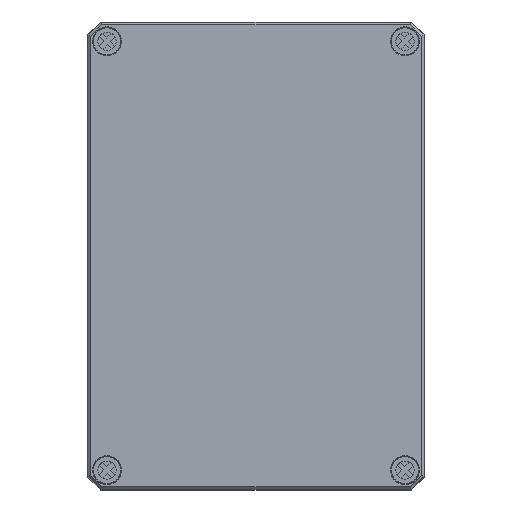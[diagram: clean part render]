
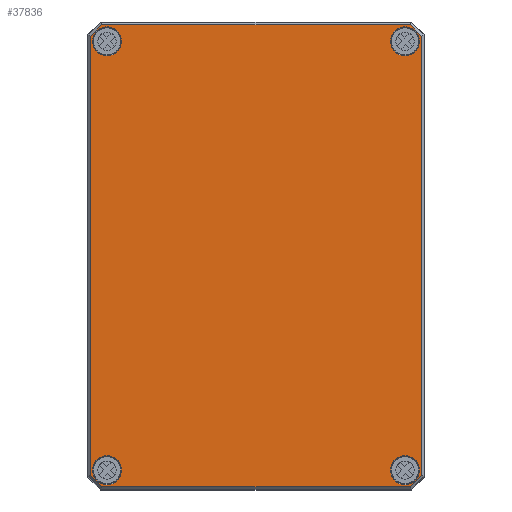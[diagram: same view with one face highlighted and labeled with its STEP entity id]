
A CAD part, top view. The second image highlights one B-rep face of the part: STEP entity #37836.
In plain terms, the highlighted planar face has unit normal (0, 0, 1).
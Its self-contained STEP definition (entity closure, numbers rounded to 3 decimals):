
#339=FACE_BOUND('',#12265,.T.);
#340=FACE_BOUND('',#12266,.T.);
#341=FACE_BOUND('',#12267,.T.);
#342=FACE_BOUND('',#12268,.T.);
#1108=PLANE('',#40915);
#3845=LINE('',#71181,#6731);
#3846=LINE('',#71183,#6732);
#3847=LINE('',#71185,#6733);
#3848=LINE('',#71187,#6734);
#3849=LINE('',#71189,#6735);
#3850=LINE('',#71191,#6736);
#3851=LINE('',#71193,#6737);
#3852=LINE('',#71194,#6738);
#6731=VECTOR('',#49289,10.);
#6732=VECTOR('',#49290,10.);
#6733=VECTOR('',#49291,10.);
#6734=VECTOR('',#49292,10.);
#6735=VECTOR('',#49293,10.);
#6736=VECTOR('',#49294,10.);
#6737=VECTOR('',#49295,10.);
#6738=VECTOR('',#49296,10.);
#9766=FACE_OUTER_BOUND('',#12264,.T.);
#12264=EDGE_LOOP('',(#33373,#33374,#33375,#33376,#33377,#33378,#33379,#33380));
#12265=EDGE_LOOP('',(#33381));
#12266=EDGE_LOOP('',(#33382));
#12267=EDGE_LOOP('',(#33383));
#12268=EDGE_LOOP('',(#33384));
#14856=CIRCLE('',#40913,5.599);
#14858=CIRCLE('',#40916,5.599);
#14859=CIRCLE('',#40917,5.599);
#14860=CIRCLE('',#40918,5.599);
#18207=VERTEX_POINT('',#71175);
#18208=VERTEX_POINT('',#71179);
#18209=VERTEX_POINT('',#71180);
#18210=VERTEX_POINT('',#71182);
#18211=VERTEX_POINT('',#71184);
#18212=VERTEX_POINT('',#71186);
#18213=VERTEX_POINT('',#71188);
#18214=VERTEX_POINT('',#71190);
#18215=VERTEX_POINT('',#71192);
#18216=VERTEX_POINT('',#71195);
#18217=VERTEX_POINT('',#71197);
#18218=VERTEX_POINT('',#71199);
#23332=EDGE_CURVE('',#18207,#18207,#14856,.T.);
#23334=EDGE_CURVE('',#18208,#18209,#3845,.T.);
#23335=EDGE_CURVE('',#18210,#18208,#3846,.T.);
#23336=EDGE_CURVE('',#18211,#18210,#3847,.T.);
#23337=EDGE_CURVE('',#18212,#18211,#3848,.T.);
#23338=EDGE_CURVE('',#18213,#18212,#3849,.T.);
#23339=EDGE_CURVE('',#18214,#18213,#3850,.T.);
#23340=EDGE_CURVE('',#18215,#18214,#3851,.T.);
#23341=EDGE_CURVE('',#18209,#18215,#3852,.T.);
#23342=EDGE_CURVE('',#18216,#18216,#14858,.T.);
#23343=EDGE_CURVE('',#18217,#18217,#14859,.T.);
#23344=EDGE_CURVE('',#18218,#18218,#14860,.T.);
#33373=ORIENTED_EDGE('',*,*,#23334,.F.);
#33374=ORIENTED_EDGE('',*,*,#23335,.F.);
#33375=ORIENTED_EDGE('',*,*,#23336,.F.);
#33376=ORIENTED_EDGE('',*,*,#23337,.F.);
#33377=ORIENTED_EDGE('',*,*,#23338,.F.);
#33378=ORIENTED_EDGE('',*,*,#23339,.F.);
#33379=ORIENTED_EDGE('',*,*,#23340,.F.);
#33380=ORIENTED_EDGE('',*,*,#23341,.F.);
#33381=ORIENTED_EDGE('',*,*,#23342,.F.);
#33382=ORIENTED_EDGE('',*,*,#23343,.F.);
#33383=ORIENTED_EDGE('',*,*,#23344,.F.);
#33384=ORIENTED_EDGE('',*,*,#23332,.F.);
#37836=ADVANCED_FACE('',(#9766,#339,#340,#341,#342),#1108,.T.);
#40913=AXIS2_PLACEMENT_3D('',#71176,#49283,#49284);
#40915=AXIS2_PLACEMENT_3D('',#71178,#49287,#49288);
#40916=AXIS2_PLACEMENT_3D('',#71196,#49297,#49298);
#40917=AXIS2_PLACEMENT_3D('',#71198,#49299,#49300);
#40918=AXIS2_PLACEMENT_3D('',#71200,#49301,#49302);
#49283=DIRECTION('center_axis',(0.,0.,1.));
#49284=DIRECTION('ref_axis',(-1.,0.,0.));
#49287=DIRECTION('center_axis',(0.,0.,1.));
#49288=DIRECTION('ref_axis',(1.,0.,0.));
#49289=DIRECTION('',(0.707,-0.707,0.));
#49290=DIRECTION('',(1.,0.,0.));
#49291=DIRECTION('',(0.707,0.707,0.));
#49292=DIRECTION('',(0.,1.,0.));
#49293=DIRECTION('',(-0.707,0.707,0.));
#49294=DIRECTION('',(-1.,0.,0.));
#49295=DIRECTION('',(-0.707,-0.707,0.));
#49296=DIRECTION('',(0.,-1.,0.));
#49297=DIRECTION('center_axis',(0.,0.,1.));
#49298=DIRECTION('ref_axis',(-1.,0.,0.));
#49299=DIRECTION('center_axis',(0.,0.,1.));
#49300=DIRECTION('ref_axis',(-1.,0.,0.));
#49301=DIRECTION('center_axis',(0.,0.,1.));
#49302=DIRECTION('ref_axis',(-1.,0.,0.));
#71175=CARTESIAN_POINT('',(63.099,-82.75,18.));
#71176=CARTESIAN_POINT('Origin',(57.5,-82.75,18.));
#71178=CARTESIAN_POINT('Origin',(0.,0.,
18.));
#71179=CARTESIAN_POINT('',(59.521,89.093,18.));
#71180=CARTESIAN_POINT('',(63.843,84.771,18.));
#71181=CARTESIAN_POINT('',(66.744,81.869,18.));
#71182=CARTESIAN_POINT('',(-59.521,89.093,18.));
#71183=CARTESIAN_POINT('',(-30.,89.093,18.));
#71184=CARTESIAN_POINT('',(-63.843,84.771,18.));
#71185=CARTESIAN_POINT('',(-69.244,79.369,18.));
#71186=CARTESIAN_POINT('',(-63.843,-84.771,18.));
#71187=CARTESIAN_POINT('',(-63.843,-42.625,18.));
#71188=CARTESIAN_POINT('',(-59.521,-89.093,18.));
#71189=CARTESIAN_POINT('',(-66.744,-81.869,18.));
#71190=CARTESIAN_POINT('',(59.521,-89.093,18.));
#71191=CARTESIAN_POINT('',(30.,-89.093,18.));
#71192=CARTESIAN_POINT('',(63.843,-84.771,18.));
#71193=CARTESIAN_POINT('',(69.244,-79.369,18.));
#71194=CARTESIAN_POINT('',(63.843,42.625,18.));
#71195=CARTESIAN_POINT('',(63.099,82.75,18.));
#71196=CARTESIAN_POINT('Origin',(57.5,82.75,18.));
#71197=CARTESIAN_POINT('',(-51.901,-82.75,18.));
#71198=CARTESIAN_POINT('Origin',(-57.5,-82.75,18.));
#71199=CARTESIAN_POINT('',(-51.901,82.75,18.));
#71200=CARTESIAN_POINT('Origin',(-57.5,82.75,18.));
